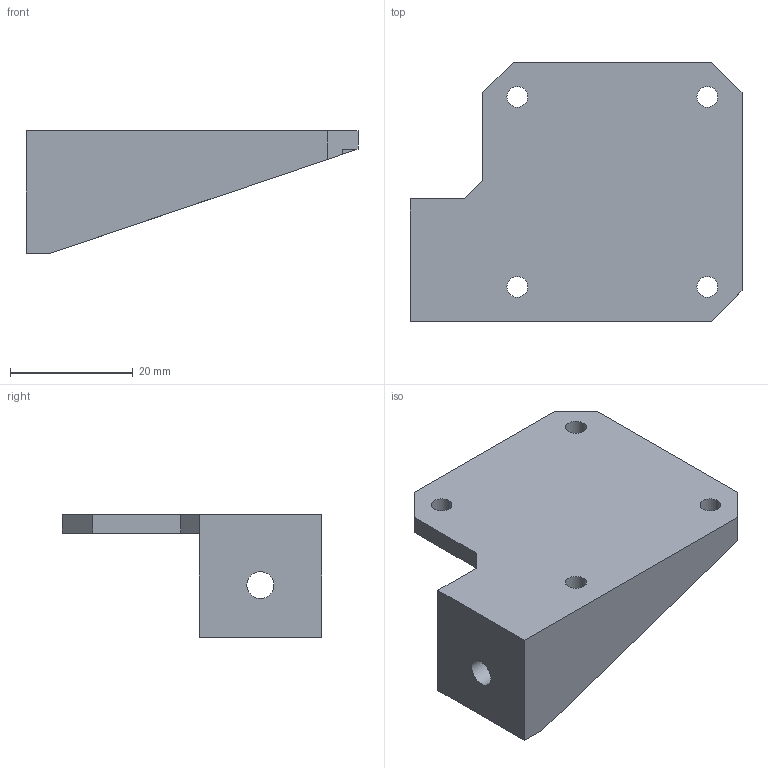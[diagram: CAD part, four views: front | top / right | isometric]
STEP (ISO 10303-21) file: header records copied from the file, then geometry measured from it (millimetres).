
FILE_DESCRIPTION(/* description */ (''),/* implementation_level */ '2;1');
FILE_NAME(/* name */ 'V05-01-02-02 - X axis motor srengthener v5.step',/* time_stamp */ '2021-07-12T23:03:00+03:00',/* author */ (''),/* organization */ (''),/* preprocessor_version */ 'ST-DEVELOPER v18.1',/* originating_system */ 'Autodesk Translation Framework v10.9.0.1377',/* authorisation */ '');
FILE_SCHEMA (('AUTOMOTIVE_DESIGN { 1 0 10303 214 3 1 1 }'));
Length unit declared in the file: millimetre
Products named in the file (1): V05-01-02-02 - X axis motor srengthener
Bounding box: 54.15 x 42.3 x 20 mm (x, y, z)
Volume: 9508.4 mm3; surface area: 7055.8 mm2
Topology: 1 solids, 1 shells, 24 faces, 62 edges, 40 vertices
Faces by surface type: plane 19, cylinder 5
Full cylindrical faces by diameter (mm): 3.4 x4, 4.4 x1
Entity records: 784 total; most frequent: CARTESIAN_POINT 127, ORIENTED_EDGE 124, DIRECTION 122, EDGE_CURVE 62, LINE 52, VECTOR 52, VERTEX_POINT 40, AXIS2_PLACEMENT_3D 35
